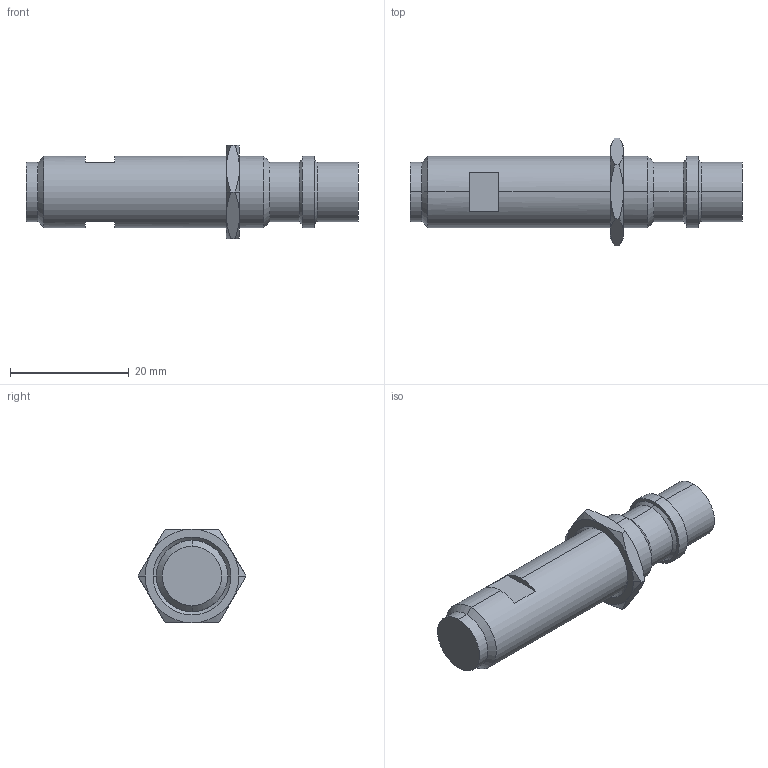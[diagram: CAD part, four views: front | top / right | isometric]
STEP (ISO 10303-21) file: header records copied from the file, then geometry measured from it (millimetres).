
FILE_DESCRIPTION((''),'2;1');
FILE_NAME('ASM0001_ASM','2012-02-09T',('dhelisch'),(''),'PRO/ENGINEER BY PARAMETRIC TECHNOLOGY CORPORATION, 2007250','PRO/ENGINEER BY PARAMETRIC TECHNOLOGY CORPORATION, 2007250','');
FILE_SCHEMA(('CONFIG_CONTROL_DESIGN'));
Length unit declared in the file: millimetre
Products named in the file (3): PRT0001; SECHSKANTMUTTER_3; ASM0001_ASM
Assembly tree (2 placements, depth 2):
  ASM0001_ASM
    PRT0001
    SECHSKANTMUTTER_3
Bounding box: 56 x 18.2 x 15.77 mm (x, y, z)
Volume: 5948.6 mm3; surface area: 2624.3 mm2
Topology: 2 solids, 2 shells, 58 faces, 124 edges, 72 vertices
Faces by surface type: cone 28, plane 18, cylinder 12
Entity records: 2014 total; most frequent: CARTESIAN_POINT 411, DIRECTION 282, ORIENTED_EDGE 248, EDGE_CURVE 124, AXIS2_PLACEMENT_3D 119, COLOUR_RGB 74, VERTEX_POINT 72, EDGE_LOOP 62
